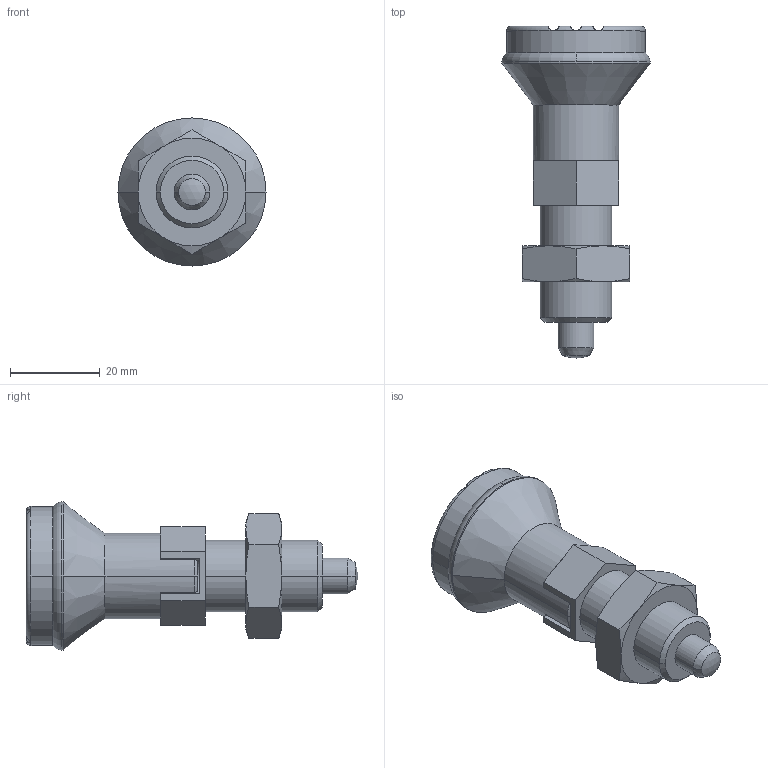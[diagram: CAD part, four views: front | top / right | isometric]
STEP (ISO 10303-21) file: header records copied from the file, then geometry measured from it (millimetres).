
FILE_DESCRIPTION( ( '' ), '1' );
FILE_NAME( 'K0339.04308_(D0).stp', '2012-10-30T12:06:21', ( '' ), ( '' ), ' ', ' ', ' ' );
FILE_SCHEMA( ( 'CONFIG_CONTROL_DESIGN' ) );
Length unit declared in the file: millimetre
Products named in the file (1): 1
Bounding box: 33 x 74 x 33 mm (x, y, z)
Volume: 25791.1 mm3; surface area: 7062.9 mm2
Topology: 1 solids, 1 shells, 81 faces, 193 edges, 118 vertices
Faces by surface type: plane 32, cylinder 22, cone 22, torus 4, sphere 1
Entity records: 2591 total; most frequent: CARTESIAN_POINT 709, DIRECTION 401, ORIENTED_EDGE 386, EDGE_CURVE 193, AXIS2_PLACEMENT_3D 166, VERTEX_POINT 118, EDGE_LOOP 85, CIRCLE 84
